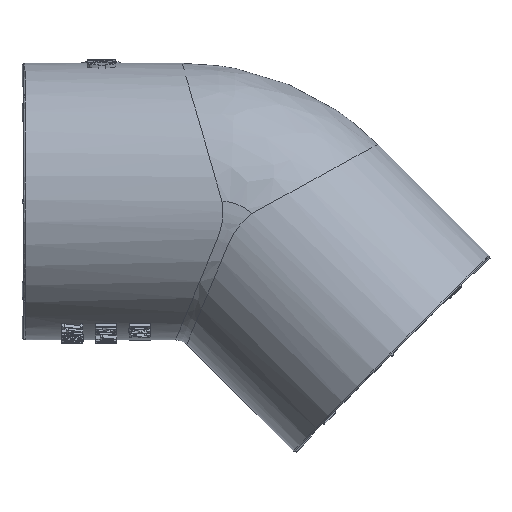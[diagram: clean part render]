
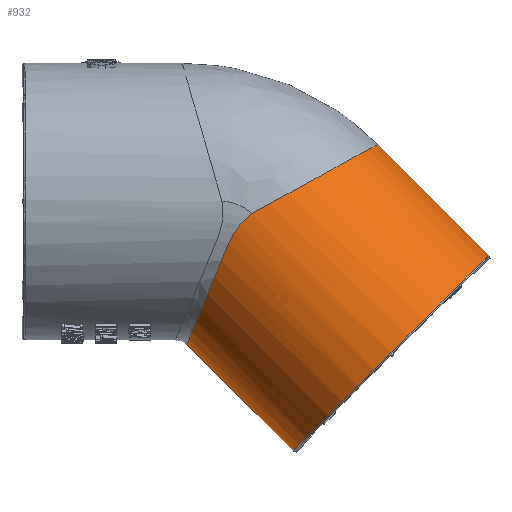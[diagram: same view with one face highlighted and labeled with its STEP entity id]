
A CAD part, top view. The second image highlights one B-rep face of the part: STEP entity #932.
In plain terms, the highlighted cylindrical face has radius 19.7 mm (diameter 39.4 mm), a full revolution.
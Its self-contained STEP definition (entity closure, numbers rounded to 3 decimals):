
#932=ADVANCED_FACE('',(#1473,#1474),#1291,.T.);
#1291=CYLINDRICAL_SURFACE('',#6262,19.7);
#1398=CIRCLE('',#6261,19.7);
#1473=FACE_BOUND('',#1584,.T.);
#1474=FACE_BOUND('',#1585,.T.);
#1584=EDGE_LOOP('',(#2302));
#1585=EDGE_LOOP('',(#2303,#2304,#2305,#2306,#2307));
#2302=ORIENTED_EDGE('',*,*,#4827,.T.);
#2303=ORIENTED_EDGE('',*,*,#4813,.F.);
#2304=ORIENTED_EDGE('',*,*,#4828,.F.);
#2305=ORIENTED_EDGE('',*,*,#4829,.F.);
#2306=ORIENTED_EDGE('',*,*,#4830,.F.);
#2307=ORIENTED_EDGE('',*,*,#4831,.F.);
#4166=VERTEX_POINT('',#12143);
#4167=VERTEX_POINT('',#12165);
#4176=VERTEX_POINT('',#12519);
#4177=VERTEX_POINT('',#12528);
#4178=VERTEX_POINT('',#12542);
#4179=VERTEX_POINT('',#12556);
#4813=EDGE_CURVE('',#4166,#4167,#5662,.T.);
#4827=EDGE_CURVE('',#4176,#4176,#1398,.T.);
#4828=EDGE_CURVE('',#4177,#4166,#5664,.T.);
#4829=EDGE_CURVE('',#4178,#4177,#5665,.T.);
#4830=EDGE_CURVE('',#4179,#4178,#5666,.T.);
#4831=EDGE_CURVE('',#4167,#4179,#5667,.T.);
#5662=B_SPLINE_CURVE_WITH_KNOTS('',3,(#12144,#12145,#12146,#12147,#12148,
#12149,#12150,#12151,#12152,#12153,#12154,#12155,#12156,#12157,#12158,#12159,
#12160,#12161,#12162,#12163,#12164),.UNSPECIFIED.,.F.,.F.,(4,1,1,1,1,1,
1,1,1,1,1,1,1,1,1,1,1,1,4),(0.,0.063,0.125,0.188,0.25,0.313,
0.344,0.375,0.438,0.5,0.563,0.625,0.656,0.688,0.75,0.813,
0.875,0.938,1.),.UNSPECIFIED.);
#5664=B_SPLINE_CURVE_WITH_KNOTS('',3,(#12520,#12521,#12522,#12523,#12524,
#12525,#12526,#12527),.UNSPECIFIED.,.F.,.F.,(4,1,1,1,1,4),(0.,0.001,
0.092,0.273,0.637,1.),
 .UNSPECIFIED.);
#5665=B_SPLINE_CURVE_WITH_KNOTS('',3,(#12529,#12530,#12531,#12532,#12533,
#12534,#12535,#12536,#12537,#12538,#12539,#12540,#12541),.UNSPECIFIED.,
 .F.,.F.,(4,1,1,1,1,1,1,1,1,1,4),(0.,0.151,0.302,
0.453,0.604,0.755,0.83,
0.906,0.981,0.991,1.),.UNSPECIFIED.);
#5666=B_SPLINE_CURVE_WITH_KNOTS('',3,(#12543,#12544,#12545,#12546,#12547,
#12548,#12549,#12550,#12551,#12552,#12553,#12554,#12555),.UNSPECIFIED.,
 .F.,.F.,(4,1,1,1,1,1,1,1,1,1,4),(0.,0.009,0.019,
0.094,0.17,0.245,0.396,
0.547,0.698,0.849,1.),.UNSPECIFIED.);
#5667=B_SPLINE_CURVE_WITH_KNOTS('',3,(#12557,#12558,#12559,#12560,#12561,
#12562,#12563,#12564),.UNSPECIFIED.,.F.,.F.,(4,1,1,1,1,4),(0.,0.363,
0.727,0.908,0.999,1.),.UNSPECIFIED.);
#6261=AXIS2_PLACEMENT_3D('',#12518,#6740,#6741);
#6262=AXIS2_PLACEMENT_3D('',#12565,#6742,#6743);
#6740=DIRECTION('',(-0.707,0.707,0.));
#6741=DIRECTION('',(0.707,0.707,0.));
#6742=DIRECTION('',(0.707,-0.707,0.));
#6743=DIRECTION('',(-0.707,-0.707,0.));
#12143=CARTESIAN_POINT('',(-407.029,-1.757,19.7));
#12144=CARTESIAN_POINT('',(-407.029,-1.757,19.7));
#12145=CARTESIAN_POINT('',(-405.908,-1.138,19.7));
#12146=CARTESIAN_POINT('',(-403.607,0.134,19.467));
#12147=CARTESIAN_POINT('',(-400.172,2.033,18.348));
#12148=CARTESIAN_POINT('',(-396.967,3.804,16.472));
#12149=CARTESIAN_POINT('',(-394.19,5.339,13.946));
#12150=CARTESIAN_POINT('',(-392.347,6.358,11.442));
#12151=CARTESIAN_POINT('',(-391.197,6.994,9.33));
#12152=CARTESIAN_POINT('',(-390.209,7.54,7.061));
#12153=CARTESIAN_POINT('',(-389.331,8.025,3.959));
#12154=CARTESIAN_POINT('',(-388.965,8.227,0.));
#12155=CARTESIAN_POINT('',(-389.331,8.025,-3.959));
#12156=CARTESIAN_POINT('',(-390.209,7.54,-7.061));
#12157=CARTESIAN_POINT('',(-391.197,6.994,-9.33));
#12158=CARTESIAN_POINT('',(-392.347,6.358,-11.442));
#12159=CARTESIAN_POINT('',(-394.19,5.339,-13.946));
#12160=CARTESIAN_POINT('',(-396.967,3.804,-16.472));
#12161=CARTESIAN_POINT('',(-400.172,2.033,-18.348));
#12162=CARTESIAN_POINT('',(-403.607,0.134,-19.467));
#12163=CARTESIAN_POINT('',(-405.908,-1.138,-19.7));
#12164=CARTESIAN_POINT('',(-407.029,-1.757,-19.7));
#12165=CARTESIAN_POINT('',(-407.029,-1.757,-19.7));
#12518=CARTESIAN_POINT('',(-387.211,-21.576,0.));
#12519=CARTESIAN_POINT('',(-373.281,-7.646,0.));
#12520=CARTESIAN_POINT('',(-410.331,-5.977,18.969));
#12521=CARTESIAN_POINT('',(-410.33,-5.975,18.969));
#12522=CARTESIAN_POINT('',(-410.268,-5.828,19.01));
#12523=CARTESIAN_POINT('',(-410.069,-5.375,19.134));
#12524=CARTESIAN_POINT('',(-409.533,-4.374,19.383));
#12525=CARTESIAN_POINT('',(-408.547,-3.041,19.634));
#12526=CARTESIAN_POINT('',(-407.569,-2.155,19.7));
#12527=CARTESIAN_POINT('',(-407.029,-1.757,19.7));
#12528=CARTESIAN_POINT('',(-410.331,-5.977,18.969));
#12529=CARTESIAN_POINT('',(-416.288,-20.359,0.));
#12530=CARTESIAN_POINT('',(-416.288,-20.359,1.198));
#12531=CARTESIAN_POINT('',(-416.197,-20.139,3.669));
#12532=CARTESIAN_POINT('',(-415.747,-19.054,7.411));
#12533=CARTESIAN_POINT('',(-414.977,-17.195,10.957));
#12534=CARTESIAN_POINT('',(-413.918,-14.638,14.072));
#12535=CARTESIAN_POINT('',(-412.852,-12.065,16.154));
#12536=CARTESIAN_POINT('',(-411.935,-9.849,17.459));
#12537=CARTESIAN_POINT('',(-411.225,-8.137,18.257));
#12538=CARTESIAN_POINT('',(-410.718,-6.913,18.692));
#12539=CARTESIAN_POINT('',(-410.419,-6.189,18.908));
#12540=CARTESIAN_POINT('',(-410.361,-6.048,18.949));
#12541=CARTESIAN_POINT('',(-410.331,-5.977,18.969));
#12542=CARTESIAN_POINT('',(-416.288,-20.359,0.));
#12543=CARTESIAN_POINT('',(-410.331,-5.977,-18.969));
#12544=CARTESIAN_POINT('',(-410.361,-6.048,-18.949));
#12545=CARTESIAN_POINT('',(-410.419,-6.189,-18.908));
#12546=CARTESIAN_POINT('',(-410.718,-6.913,-18.692));
#12547=CARTESIAN_POINT('',(-411.225,-8.137,-18.257));
#12548=CARTESIAN_POINT('',(-411.935,-9.849,-17.459));
#12549=CARTESIAN_POINT('',(-412.852,-12.065,-16.154));
#12550=CARTESIAN_POINT('',(-413.918,-14.638,-14.072));
#12551=CARTESIAN_POINT('',(-414.977,-17.195,-10.957));
#12552=CARTESIAN_POINT('',(-415.747,-19.054,-7.411));
#12553=CARTESIAN_POINT('',(-416.197,-20.139,-3.669));
#12554=CARTESIAN_POINT('',(-416.288,-20.359,-1.198));
#12555=CARTESIAN_POINT('',(-416.288,-20.359,0.));
#12556=CARTESIAN_POINT('',(-410.331,-5.977,-18.969));
#12557=CARTESIAN_POINT('',(-407.029,-1.757,-19.7));
#12558=CARTESIAN_POINT('',(-407.569,-2.155,-19.7));
#12559=CARTESIAN_POINT('',(-408.559,-3.058,-19.629));
#12560=CARTESIAN_POINT('',(-409.539,-4.383,-19.381));
#12561=CARTESIAN_POINT('',(-410.069,-5.376,-19.134));
#12562=CARTESIAN_POINT('',(-410.268,-5.828,-19.01));
#12563=CARTESIAN_POINT('',(-410.33,-5.975,-18.969));
#12564=CARTESIAN_POINT('',(-410.331,-5.977,-18.969));
#12565=CARTESIAN_POINT('',(-403.017,-5.77,0.));
